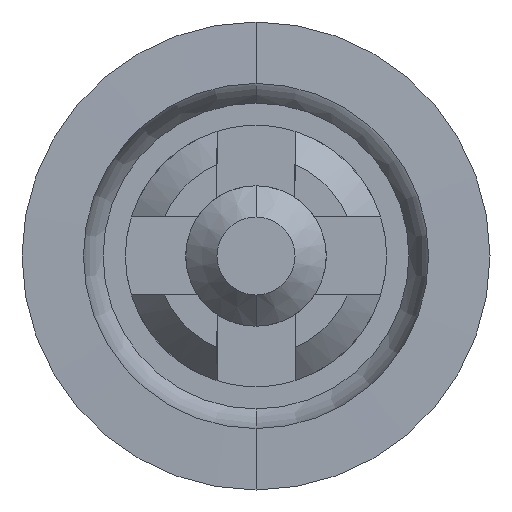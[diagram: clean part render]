
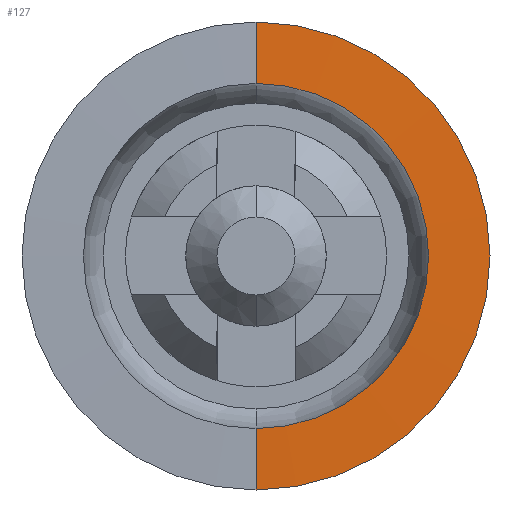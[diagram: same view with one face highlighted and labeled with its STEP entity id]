
A CAD part, front view. The second image highlights one B-rep face of the part: STEP entity #127.
In plain terms, the highlighted conical face has half-angle 88.694 degrees and reference radius 3.81 mm.
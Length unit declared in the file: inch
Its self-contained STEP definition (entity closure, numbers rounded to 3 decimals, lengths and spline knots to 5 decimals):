
#127 = ADVANCED_FACE ( 'NONE', ( #620 ), #619, .T. ) ;
#128 = EDGE_LOOP ( 'NONE', ( #129, #138, #140, #141 ) ) ;
#129 = ORIENTED_EDGE ( 'NONE', *, *, #185, .T. ) ;
#130 = VERTEX_POINT ( 'NONE', #618 ) ;
#131 = VERTEX_POINT ( 'NONE', #677 ) ;
#138 = ORIENTED_EDGE ( 'NONE', *, *, #139, .T. ) ;
#139 = EDGE_CURVE ( 'NONE', #187, #130, #664, .T. ) ;
#140 = ORIENTED_EDGE ( 'NONE', *, *, #144, .F. ) ;
#141 = ORIENTED_EDGE ( 'NONE', *, *, #142, .F. ) ;
#142 = EDGE_CURVE ( 'NONE', #186, #131, #660, .T. ) ;
#144 = EDGE_CURVE ( 'NONE', #131, #130, #656, .T. ) ;
#185 = EDGE_CURVE ( 'NONE', #186, #187, #767, .T. ) ;
#186 = VERTEX_POINT ( 'NONE', #762 ) ;
#187 = VERTEX_POINT ( 'NONE', #761 ) ;
#614 = DIRECTION ( 'NONE',  ( 0., 0., 1. ) ) ;
#615 = DIRECTION ( 'NONE',  ( 0., 1., 0. ) ) ;
#616 = CARTESIAN_POINT ( 'NONE',  ( 0., 0., 0. ) ) ;
#617 = AXIS2_PLACEMENT_3D ( 'NONE', #616, #615, #614 ) ;
#618 = CARTESIAN_POINT ( 'NONE',  ( 0., 0., -0.15 ) ) ;
#619 = CONICAL_SURFACE ( 'NONE', #617, 0.15, 1.548 ) ;
#620 = FACE_OUTER_BOUND ( 'NONE', #128, .T. ) ;
#652 = DIRECTION ( 'NONE',  ( 0., 0., 1. ) ) ;
#653 = DIRECTION ( 'NONE',  ( 0., 1., 0. ) ) ;
#654 = CARTESIAN_POINT ( 'NONE',  ( 0., 0., 0. ) ) ;
#655 = AXIS2_PLACEMENT_3D ( 'NONE', #654, #653, #652 ) ;
#656 = CIRCLE ( 'NONE', #655, 0.15 ) ;
#657 = DIRECTION ( 'NONE',  ( 0., 0.023, 1. ) ) ;
#658 = VECTOR ( 'NONE', #657, 39.37008 ) ;
#659 = CARTESIAN_POINT ( 'NONE',  ( 0., 0., 0.15 ) ) ;
#660 = LINE ( 'NONE', #659, #658 ) ;
#661 = DIRECTION ( 'NONE',  ( 0., 0.023, -1. ) ) ;
#662 = VECTOR ( 'NONE', #661, 39.37008 ) ;
#663 = CARTESIAN_POINT ( 'NONE',  ( 0., 0., -0.15 ) ) ;
#664 = LINE ( 'NONE', #663, #662 ) ;
#677 = CARTESIAN_POINT ( 'NONE',  ( 0., 0., 0.15 ) ) ;
#761 = CARTESIAN_POINT ( 'NONE',  ( 0., -0.0009, -0.11064 ) ) ;
#762 = CARTESIAN_POINT ( 'NONE',  ( 0., -0.0009, 0.11064 ) ) ;
#763 = DIRECTION ( 'NONE',  ( 0., 0., 1. ) ) ;
#764 = DIRECTION ( 'NONE',  ( 0., 1., 0. ) ) ;
#765 = CARTESIAN_POINT ( 'NONE',  ( 0., -0.0009, 0. ) ) ;
#766 = AXIS2_PLACEMENT_3D ( 'NONE', #765, #764, #763 ) ;
#767 = CIRCLE ( 'NONE', #766, 0.11064 ) ;
